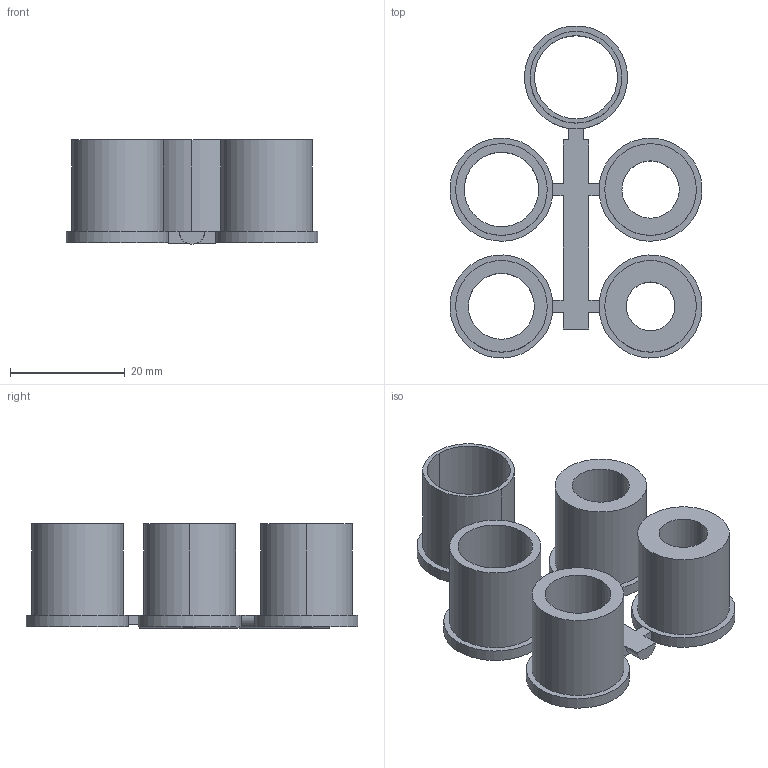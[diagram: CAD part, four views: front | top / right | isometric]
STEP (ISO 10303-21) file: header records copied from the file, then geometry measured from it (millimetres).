
FILE_DESCRIPTION (( 'STEP AP203' ), '1' );
FILE_NAME ('GROM-37_50.STEP', '2006-08-04T15:11:38', ( 'L-COM' ), ( 'L-COM' ), 'SwSTEP 2.0', 'SolidWorks 2006004', '' );
FILE_SCHEMA (( 'CONFIG_CONTROL_DESIGN' ));
Length unit declared in the file: inch
Products named in the file (7): GROM-37&50-MA1; GROM-37_50; GROM-37&50-MA2_GROM-37&50-3; GROM-37&50-MA2_GROM-37&50-2; GROM-37&50-MA2_GROM-37&50-1; GROM-37&50-MA2_GROM-37&50-4; GROM-37&50-MA2_GROM-37&50-5
Assembly tree (6 placements, depth 2):
  GROM-37_50
    GROM-37&50-MA1
    GROM-37&50-MA2_GROM-37&50-4
    GROM-37&50-MA2_GROM-37&50-5
    GROM-37&50-MA2_GROM-37&50-2
    GROM-37&50-MA2_GROM-37&50-1
    GROM-37&50-MA2_GROM-37&50-3
Bounding box: 43.98 x 57.97 x 18.22 mm (x, y, z)
Volume: 9267.6 mm3; surface area: 9800.1 mm2
Topology: 6 solids, 6 shells, 70 faces, 159 edges, 106 vertices
Faces by surface type: plane 43, cylinder 27
Entity records: 2760 total; most frequent: DIRECTION 379, CARTESIAN_POINT 344, ORIENTED_EDGE 318, EDGE_CURVE 159, AXIS2_PLACEMENT_3D 141, VERTEX_POINT 106, VECTOR 97, LINE 97
